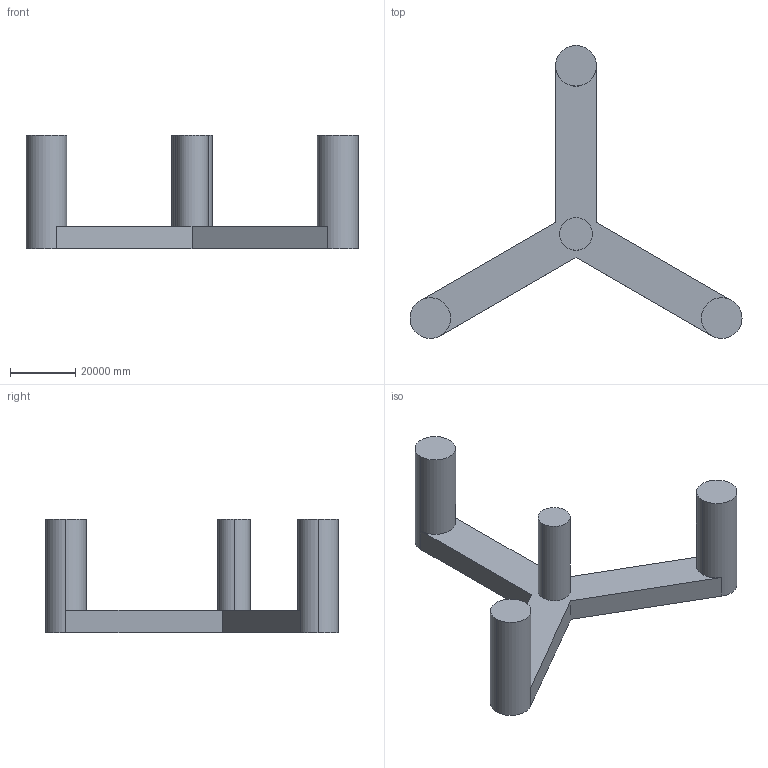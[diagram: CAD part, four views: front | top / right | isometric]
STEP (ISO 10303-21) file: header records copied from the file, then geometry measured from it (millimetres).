
FILE_DESCRIPTION (( 'STEP AP214' ), '1' );
FILE_NAME ('VolturnUS15MW.STEP', '2021-11-19T15:29:52', ( '' ), ( '' ), 'SwSTEP 2.0', 'SolidWorks 2021', '' );
FILE_SCHEMA (( 'AUTOMOTIVE_DESIGN' ));
Length unit declared in the file: metre
Products named in the file (1): VolturnUS15MW
Bounding box: 102133.63 x 90125 x 35000 mm (x, y, z)
Volume: 26906776971233.7 mm3; surface area: 10726686739.1 mm2
Topology: 1 solids, 1 shells, 20 faces, 49 edges, 32 vertices
Faces by surface type: plane 12, cylinder 8
Entity records: 631 total; most frequent: DIRECTION 111, CARTESIAN_POINT 102, ORIENTED_EDGE 98, EDGE_CURVE 49, AXIS2_PLACEMENT_3D 41, VERTEX_POINT 32, VECTOR 29, LINE 29
